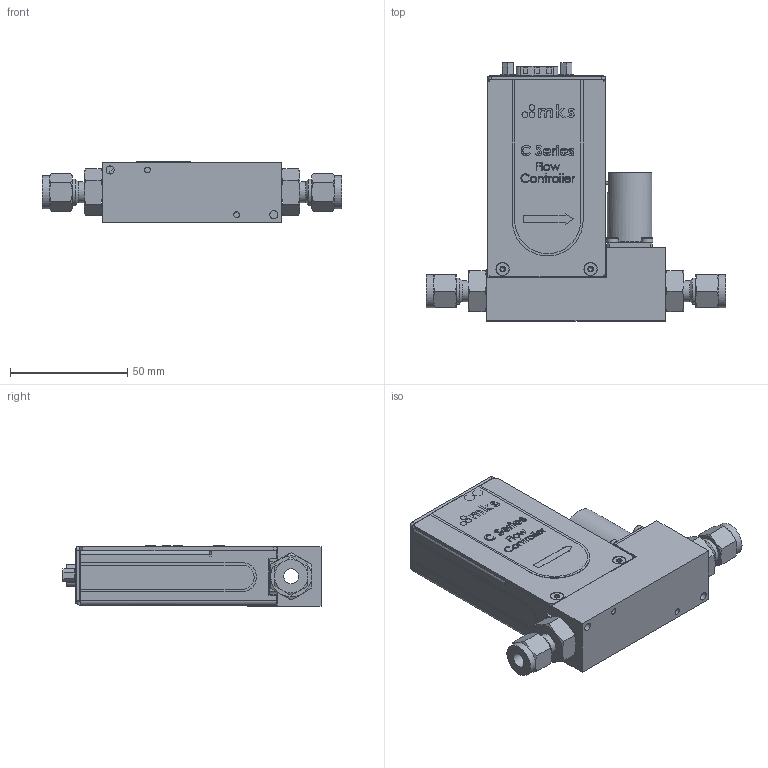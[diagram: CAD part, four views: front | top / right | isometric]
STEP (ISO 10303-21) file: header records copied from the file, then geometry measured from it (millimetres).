
FILE_DESCRIPTION (( 'STEP AP214' ), '1' );
FILE_NAME ('C-series_rs485-analog_1-4_tube_MFC.STEP', '2019-03-20T17:39:59', ( '' ), ( '' ), 'SwSTEP 2.0', 'SolidWorks 2015', '' );
FILE_SCHEMA (( 'AUTOMOTIVE_DESIGN' ));
Length unit declared in the file: inch
Products named in the file (1): C-series_rs485-analog_1-4_tube_MFC
Bounding box: 127.51 x 109.98 x 25.67 mm (x, y, z)
Surface area: 45449.3 mm2 (no closed solid volume)
Topology: 0 solids, 191 shells, 797 faces, 5625 edges, 4994 vertices
Faces by surface type: plane 471, cylinder 152, bspline 92, cone 74, torus 8
Full cylindrical faces by diameter (mm): 0.61 x9, 0.991 x1, 1.016 x1, 1.194 x1, 1.524 x1, 1.702 x1, 2 x2, 2.261 x2, 2.5 x2, 2.512 x1, 2.62 x1, 3.454 x2, 5 x4, 6.35 x4, 8.953 x2, 11.113 x2, 14.224 x2, 17 x1, 19 x1
Entity records: 91032 total; most frequent: CARTESIAN_POINT 44636, ORIENTED_EDGE 6684, EDGE_CURVE 5546, DIRECTION 5070, VERTEX_POINT 4973, VECTOR 2866, LINE 2866, B_SPLINE_CURVE_WITH_KNOTS 2284
